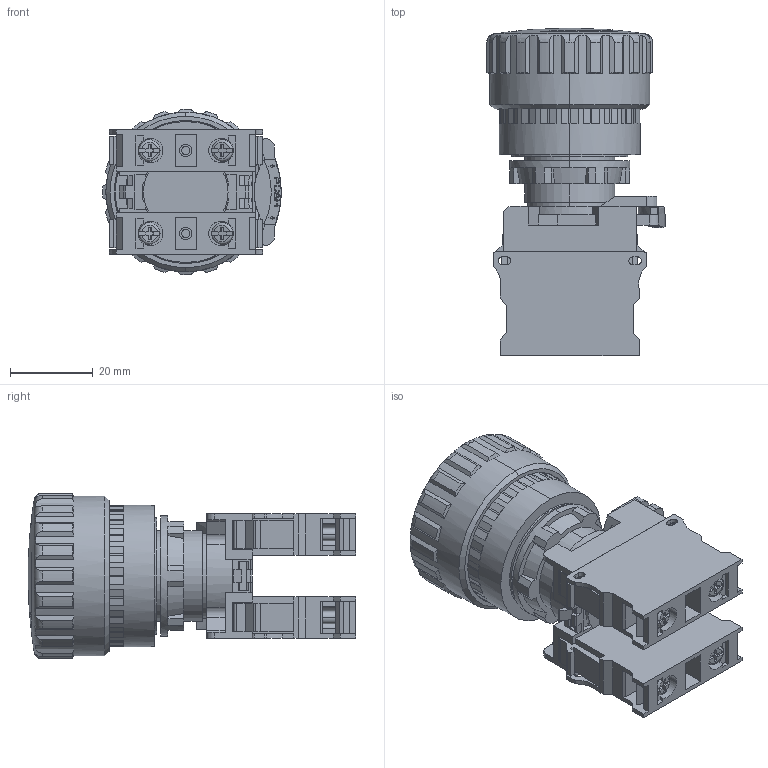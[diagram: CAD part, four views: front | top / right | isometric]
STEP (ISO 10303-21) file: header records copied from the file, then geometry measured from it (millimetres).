
FILE_DESCRIPTION((''),'2;1');
FILE_NAME('LA167-D8E-11_ASM','2024-03-14T',('Administrator'),('zyb.com'),'PRO/ENGINEER BY PARAMETRIC TECHNOLOGY CORPORATION, 2010280','PRO/ENGINEER BY PARAMETRIC TECHNOLOGY CORPORATION, 2010280','');
FILE_SCHEMA(('CONFIG_CONTROL_DESIGN','SHAPE_APPEARANCE_LAYERS_GROUPS'));
Length unit declared in the file: millimetre
Products named in the file (4): Y20240312002; Y20240312001; Y20240312011; LA167-D8E-11_ASM
Assembly tree (4 placements, depth 2):
  LA167-D8E-11_ASM
    Y20240312002
    Y20240312001  x2
    Y20240312011
Bounding box: 43 x 79 x 40 mm (x, y, z)
Volume: 60155.9 mm3; surface area: 23790.9 mm2
Topology: 4 solids, 4 shells, 1126 faces, 3185 edges, 2095 vertices
Faces by surface type: plane 861, cylinder 210, cone 29, torus 14, sphere 9, bspline 3
Entity records: 30586 total; most frequent: CARTESIAN_POINT 6200, ORIENTED_EDGE 5202, DIRECTION 4899, EDGE_CURVE 2601, VECTOR 1887, LINE 1887, VERTEX_POINT 1713, AXIS2_PLACEMENT_3D 1506
